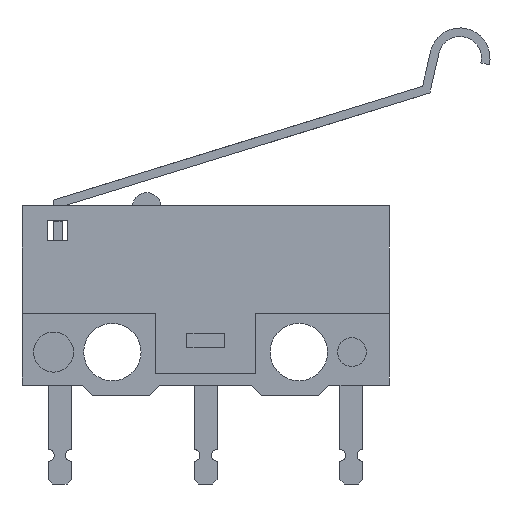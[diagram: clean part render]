
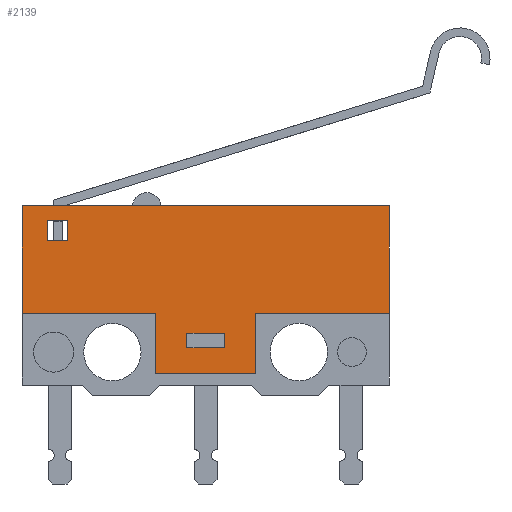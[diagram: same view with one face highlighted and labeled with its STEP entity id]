
A CAD part, front view. The second image highlights one B-rep face of the part: STEP entity #2139.
In plain terms, the highlighted planar face has unit normal (0, -1, 0).
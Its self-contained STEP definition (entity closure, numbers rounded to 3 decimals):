
#1827 = VERTEX_POINT('',#1828);
#1828 = CARTESIAN_POINT('',(6.4,-2.85,1.35));
#1834 = EDGE_CURVE('',#1827,#1835,#1837,.T.);
#1835 = VERTEX_POINT('',#1836);
#1836 = CARTESIAN_POINT('',(6.4,-2.85,5.1));
#1837 = LINE('',#1838,#1839);
#1838 = CARTESIAN_POINT('',(6.4,-2.85,1.35));
#1839 = VECTOR('',#1840,1.);
#1840 = DIRECTION('',(0.,0.,1.));
#1905 = VERTEX_POINT('',#1906);
#1906 = CARTESIAN_POINT('',(1.75,-2.85,1.35));
#1912 = EDGE_CURVE('',#1905,#1827,#1913,.T.);
#1913 = LINE('',#1914,#1915);
#1914 = CARTESIAN_POINT('',(1.75,-2.85,1.35));
#1915 = VECTOR('',#1916,1.);
#1916 = DIRECTION('',(1.,0.,0.));
#1928 = EDGE_CURVE('',#1835,#1929,#1931,.T.);
#1929 = VERTEX_POINT('',#1930);
#1930 = CARTESIAN_POINT('',(-6.4,-2.85,5.1));
#1931 = LINE('',#1932,#1933);
#1932 = CARTESIAN_POINT('',(6.4,-2.85,5.1));
#1933 = VECTOR('',#1934,1.);
#1934 = DIRECTION('',(-1.,0.,0.));
#2139 = ADVANCED_FACE('',(#2140,#2183,#2217),#2251,.F.);
#2140 = FACE_BOUND('',#2141,.F.);
#2141 = EDGE_LOOP('',(#2142,#2143,#2144,#2152,#2160,#2168,#2176,#2182));
#2142 = ORIENTED_EDGE('',*,*,#1834,.F.);
#2143 = ORIENTED_EDGE('',*,*,#1912,.F.);
#2144 = ORIENTED_EDGE('',*,*,#2145,.F.);
#2145 = EDGE_CURVE('',#2146,#1905,#2148,.T.);
#2146 = VERTEX_POINT('',#2147);
#2147 = CARTESIAN_POINT('',(1.75,-2.85,-0.75));
#2148 = LINE('',#2149,#2150);
#2149 = CARTESIAN_POINT('',(1.75,-2.85,-0.75));
#2150 = VECTOR('',#2151,1.);
#2151 = DIRECTION('',(0.,0.,1.));
#2152 = ORIENTED_EDGE('',*,*,#2153,.F.);
#2153 = EDGE_CURVE('',#2154,#2146,#2156,.T.);
#2154 = VERTEX_POINT('',#2155);
#2155 = CARTESIAN_POINT('',(-1.75,-2.85,-0.75));
#2156 = LINE('',#2157,#2158);
#2157 = CARTESIAN_POINT('',(-1.75,-2.85,-0.75));
#2158 = VECTOR('',#2159,1.);
#2159 = DIRECTION('',(1.,0.,0.));
#2160 = ORIENTED_EDGE('',*,*,#2161,.F.);
#2161 = EDGE_CURVE('',#2162,#2154,#2164,.T.);
#2162 = VERTEX_POINT('',#2163);
#2163 = CARTESIAN_POINT('',(-1.75,-2.85,1.35));
#2164 = LINE('',#2165,#2166);
#2165 = CARTESIAN_POINT('',(-1.75,-2.85,1.35));
#2166 = VECTOR('',#2167,1.);
#2167 = DIRECTION('',(0.,0.,-1.));
#2168 = ORIENTED_EDGE('',*,*,#2169,.F.);
#2169 = EDGE_CURVE('',#2170,#2162,#2172,.T.);
#2170 = VERTEX_POINT('',#2171);
#2171 = CARTESIAN_POINT('',(-6.4,-2.85,1.35));
#2172 = LINE('',#2173,#2174);
#2173 = CARTESIAN_POINT('',(-6.4,-2.85,1.35));
#2174 = VECTOR('',#2175,1.);
#2175 = DIRECTION('',(1.,0.,0.));
#2176 = ORIENTED_EDGE('',*,*,#2177,.F.);
#2177 = EDGE_CURVE('',#1929,#2170,#2178,.T.);
#2178 = LINE('',#2179,#2180);
#2179 = CARTESIAN_POINT('',(-6.4,-2.85,5.1));
#2180 = VECTOR('',#2181,1.);
#2181 = DIRECTION('',(0.,0.,-1.));
#2182 = ORIENTED_EDGE('',*,*,#1928,.F.);
#2183 = FACE_BOUND('',#2184,.F.);
#2184 = EDGE_LOOP('',(#2185,#2195,#2203,#2211));
#2185 = ORIENTED_EDGE('',*,*,#2186,.F.);
#2186 = EDGE_CURVE('',#2187,#2189,#2191,.T.);
#2187 = VERTEX_POINT('',#2188);
#2188 = CARTESIAN_POINT('',(-5.5,-2.85,4.6));
#2189 = VERTEX_POINT('',#2190);
#2190 = CARTESIAN_POINT('',(-4.8,-2.85,4.6));
#2191 = LINE('',#2192,#2193);
#2192 = CARTESIAN_POINT('',(-5.5,-2.85,4.6));
#2193 = VECTOR('',#2194,1.);
#2194 = DIRECTION('',(1.,0.,0.));
#2195 = ORIENTED_EDGE('',*,*,#2196,.F.);
#2196 = EDGE_CURVE('',#2197,#2187,#2199,.T.);
#2197 = VERTEX_POINT('',#2198);
#2198 = CARTESIAN_POINT('',(-5.5,-2.85,3.9));
#2199 = LINE('',#2200,#2201);
#2200 = CARTESIAN_POINT('',(-5.5,-2.85,3.9));
#2201 = VECTOR('',#2202,1.);
#2202 = DIRECTION('',(0.,0.,1.));
#2203 = ORIENTED_EDGE('',*,*,#2204,.F.);
#2204 = EDGE_CURVE('',#2205,#2197,#2207,.T.);
#2205 = VERTEX_POINT('',#2206);
#2206 = CARTESIAN_POINT('',(-4.8,-2.85,3.9));
#2207 = LINE('',#2208,#2209);
#2208 = CARTESIAN_POINT('',(-4.8,-2.85,3.9));
#2209 = VECTOR('',#2210,1.);
#2210 = DIRECTION('',(-1.,0.,0.));
#2211 = ORIENTED_EDGE('',*,*,#2212,.F.);
#2212 = EDGE_CURVE('',#2189,#2205,#2213,.T.);
#2213 = LINE('',#2214,#2215);
#2214 = CARTESIAN_POINT('',(-4.8,-2.85,4.6));
#2215 = VECTOR('',#2216,1.);
#2216 = DIRECTION('',(0.,0.,-1.));
#2217 = FACE_BOUND('',#2218,.F.);
#2218 = EDGE_LOOP('',(#2219,#2229,#2237,#2245));
#2219 = ORIENTED_EDGE('',*,*,#2220,.F.);
#2220 = EDGE_CURVE('',#2221,#2223,#2225,.T.);
#2221 = VERTEX_POINT('',#2222);
#2222 = CARTESIAN_POINT('',(0.65,-2.85,0.15));
#2223 = VERTEX_POINT('',#2224);
#2224 = CARTESIAN_POINT('',(-0.65,-2.85,0.15));
#2225 = LINE('',#2226,#2227);
#2226 = CARTESIAN_POINT('',(0.65,-2.85,0.15));
#2227 = VECTOR('',#2228,1.);
#2228 = DIRECTION('',(-1.,0.,0.));
#2229 = ORIENTED_EDGE('',*,*,#2230,.F.);
#2230 = EDGE_CURVE('',#2231,#2221,#2233,.T.);
#2231 = VERTEX_POINT('',#2232);
#2232 = CARTESIAN_POINT('',(0.65,-2.85,0.65));
#2233 = LINE('',#2234,#2235);
#2234 = CARTESIAN_POINT('',(0.65,-2.85,0.65));
#2235 = VECTOR('',#2236,1.);
#2236 = DIRECTION('',(0.,0.,-1.));
#2237 = ORIENTED_EDGE('',*,*,#2238,.F.);
#2238 = EDGE_CURVE('',#2239,#2231,#2241,.T.);
#2239 = VERTEX_POINT('',#2240);
#2240 = CARTESIAN_POINT('',(-0.65,-2.85,0.65));
#2241 = LINE('',#2242,#2243);
#2242 = CARTESIAN_POINT('',(-0.65,-2.85,0.65));
#2243 = VECTOR('',#2244,1.);
#2244 = DIRECTION('',(1.,0.,0.));
#2245 = ORIENTED_EDGE('',*,*,#2246,.F.);
#2246 = EDGE_CURVE('',#2223,#2239,#2247,.T.);
#2247 = LINE('',#2248,#2249);
#2248 = CARTESIAN_POINT('',(-0.65,-2.85,0.15));
#2249 = VECTOR('',#2250,1.);
#2250 = DIRECTION('',(0.,0.,1.));
#2251 = PLANE('',#2252);
#2252 = AXIS2_PLACEMENT_3D('',#2253,#2254,#2255);
#2253 = CARTESIAN_POINT('',(0.,-2.85,2.496));
#2254 = DIRECTION('',(0.,1.,0.));
#2255 = DIRECTION('',(0.,0.,1.));
